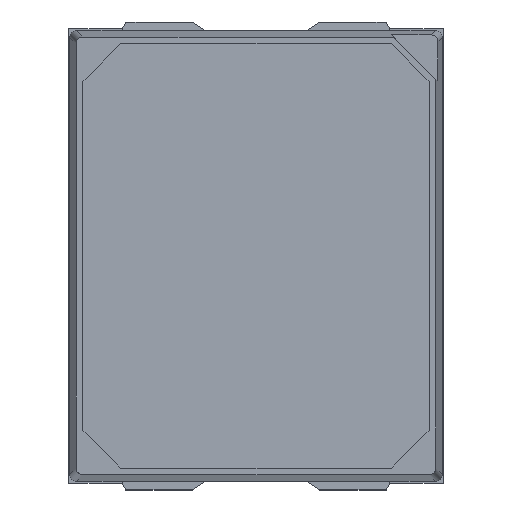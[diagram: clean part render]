
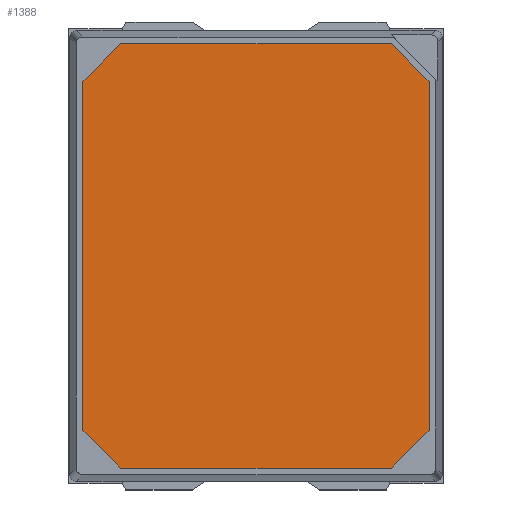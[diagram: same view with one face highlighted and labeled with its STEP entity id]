
A CAD part, top view. The second image highlights one B-rep face of the part: STEP entity #1388.
In plain terms, the highlighted planar face has unit normal (0, 0, 1).
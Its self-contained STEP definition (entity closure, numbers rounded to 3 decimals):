
#7 = ORIENTED_EDGE ( 'NONE', *, *, #3172, .T. ) ;
#23 = VERTEX_POINT ( 'NONE', #3683 ) ;
#31 = CARTESIAN_POINT ( 'NONE',  ( -1.012, 1.587, 0.7 ) ) ;
#33 = CARTESIAN_POINT ( 'NONE',  ( 0., 0., 0.7 ) ) ;
#47 = VERTEX_POINT ( 'NONE', #138 ) ;
#115 = EDGE_CURVE ( 'NONE', #1395, #47, #2305, .T. ) ;
#138 = CARTESIAN_POINT ( 'NONE',  ( 1.294, 1.305, 0.7 ) ) ;
#178 = EDGE_CURVE ( 'NONE', #1314, #256, #1066, .T. ) ;
#191 = FACE_OUTER_BOUND ( 'NONE', #3435, .T. ) ;
#227 = EDGE_CURVE ( 'NONE', #256, #1395, #1401, .T. ) ;
#246 = LINE ( 'NONE', #3122, #1038 ) ;
#256 = VERTEX_POINT ( 'NONE', #1692 ) ;
#261 = ORIENTED_EDGE ( 'NONE', *, *, #3450, .T. ) ;
#265 = ORIENTED_EDGE ( 'NONE', *, *, #178, .T. ) ;
#273 = VECTOR ( 'NONE', #3368, 1000. ) ;
#289 = VECTOR ( 'NONE', #2667, 1000. ) ;
#408 = VERTEX_POINT ( 'NONE', #1461 ) ;
#477 = VECTOR ( 'NONE', #2308, 1000. ) ;
#538 = DIRECTION ( 'NONE',  ( 0.707, 0.707, 0. ) ) ;
#813 = DIRECTION ( 'NONE',  ( -0.707, 0.707, 0. ) ) ;
#904 = VECTOR ( 'NONE', #1016, 1000. ) ;
#979 = CARTESIAN_POINT ( 'NONE',  ( 1.294, 1.305, 0.7 ) ) ;
#1016 = DIRECTION ( 'NONE',  ( 0.707, -0.707, 0. ) ) ;
#1038 = VECTOR ( 'NONE', #1326, 1000. ) ;
#1066 = LINE ( 'NONE', #3467, #3222 ) ;
#1192 = EDGE_CURVE ( 'NONE', #2147, #1314, #3051, .T. ) ;
#1279 = VECTOR ( 'NONE', #813, 1000. ) ;
#1307 = CARTESIAN_POINT ( 'NONE',  ( -1.012, -1.587, 0.7 ) ) ;
#1314 = VERTEX_POINT ( 'NONE', #3787 ) ;
#1326 = DIRECTION ( 'NONE',  ( 0., -1., 0. ) ) ;
#1363 = LINE ( 'NONE', #31, #289 ) ;
#1388 = ADVANCED_FACE ( 'NONE', ( #191 ), #1417, .F. ) ;
#1395 = VERTEX_POINT ( 'NONE', #2668 ) ;
#1401 = LINE ( 'NONE', #3494, #3590 ) ;
#1417 = PLANE ( 'NONE',  #2465 ) ;
#1461 = CARTESIAN_POINT ( 'NONE',  ( 1.012, 1.587, 0.7 ) ) ;
#1677 = DIRECTION ( 'NONE',  ( 1., 0., 0. ) ) ;
#1692 = CARTESIAN_POINT ( 'NONE',  ( 1.012, -1.587, 0.7 ) ) ;
#1984 = LINE ( 'NONE', #3752, #477 ) ;
#2131 = LINE ( 'NONE', #3786, #1279 ) ;
#2138 = ORIENTED_EDGE ( 'NONE', *, *, #1192, .T. ) ;
#2147 = VERTEX_POINT ( 'NONE', #2571 ) ;
#2305 = LINE ( 'NONE', #979, #273 ) ;
#2308 = DIRECTION ( 'NONE',  ( -0.707, -0.707, 0. ) ) ;
#2465 = AXIS2_PLACEMENT_3D ( 'NONE', #33, #3544, #2932 ) ;
#2498 = ORIENTED_EDGE ( 'NONE', *, *, #227, .T. ) ;
#2527 = ORIENTED_EDGE ( 'NONE', *, *, #3367, .T. ) ;
#2571 = CARTESIAN_POINT ( 'NONE',  ( -1.294, -1.305, 0.7 ) ) ;
#2667 = DIRECTION ( 'NONE',  ( -1., 0., 0. ) ) ;
#2668 = CARTESIAN_POINT ( 'NONE',  ( 1.294, -1.305, 0.7 ) ) ;
#2883 = ORIENTED_EDGE ( 'NONE', *, *, #2990, .T. ) ;
#2932 = DIRECTION ( 'NONE',  ( -1., 0., 0. ) ) ;
#2990 = EDGE_CURVE ( 'NONE', #3807, #23, #1984, .T. ) ;
#3051 = LINE ( 'NONE', #1307, #904 ) ;
#3109 = ORIENTED_EDGE ( 'NONE', *, *, #115, .T. ) ;
#3122 = CARTESIAN_POINT ( 'NONE',  ( -1.294, -1.305, 0.7 ) ) ;
#3172 = EDGE_CURVE ( 'NONE', #23, #2147, #246, .T. ) ;
#3222 = VECTOR ( 'NONE', #1677, 1000. ) ;
#3355 = CARTESIAN_POINT ( 'NONE',  ( -1.012, 1.587, 0.7 ) ) ;
#3367 = EDGE_CURVE ( 'NONE', #47, #408, #2131, .T. ) ;
#3368 = DIRECTION ( 'NONE',  ( 0., 1., 0. ) ) ;
#3435 = EDGE_LOOP ( 'NONE', ( #7, #2138, #265, #2498, #3109, #2527, #261, #2883 ) ) ;
#3450 = EDGE_CURVE ( 'NONE', #408, #3807, #1363, .T. ) ;
#3467 = CARTESIAN_POINT ( 'NONE',  ( 1.012, -1.587, 0.7 ) ) ;
#3494 = CARTESIAN_POINT ( 'NONE',  ( 1.294, -1.305, 0.7 ) ) ;
#3544 = DIRECTION ( 'NONE',  ( 0., 0., -1. ) ) ;
#3590 = VECTOR ( 'NONE', #538, 1000. ) ;
#3683 = CARTESIAN_POINT ( 'NONE',  ( -1.294, 1.305, 0.7 ) ) ;
#3752 = CARTESIAN_POINT ( 'NONE',  ( -1.294, 1.305, 0.7 ) ) ;
#3786 = CARTESIAN_POINT ( 'NONE',  ( 1.012, 1.587, 0.7 ) ) ;
#3787 = CARTESIAN_POINT ( 'NONE',  ( -1.012, -1.587, 0.7 ) ) ;
#3807 = VERTEX_POINT ( 'NONE', #3355 ) ;
